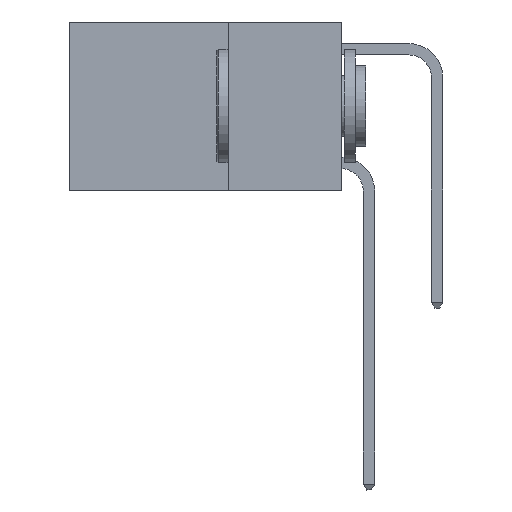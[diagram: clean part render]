
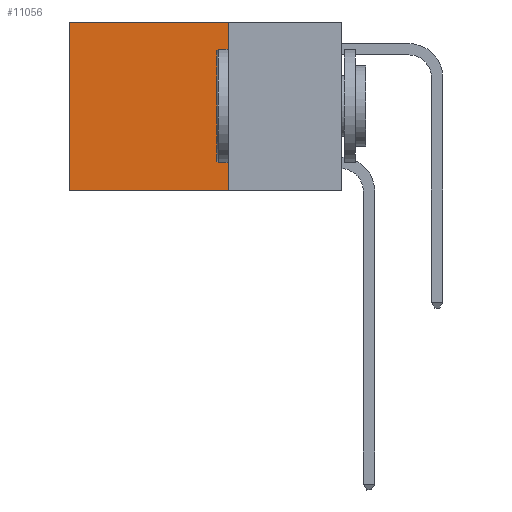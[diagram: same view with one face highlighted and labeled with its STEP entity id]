
A CAD part, left-side view. The second image highlights one B-rep face of the part: STEP entity #11056.
In plain terms, the highlighted planar face has unit normal (-1, 0, 0).
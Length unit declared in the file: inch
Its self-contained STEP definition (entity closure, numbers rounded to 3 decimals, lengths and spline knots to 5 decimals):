
#26 = VECTOR ( 'NONE', #4075, 39.37008 ) ;
#663 = DIRECTION ( 'NONE',  ( 1., 0., 0. ) ) ;
#781 = VECTOR ( 'NONE', #1463, 39.37008 ) ;
#1463 = DIRECTION ( 'NONE',  ( 0., 1., 0. ) ) ;
#1854 = VERTEX_POINT ( 'NONE', #17740 ) ;
#2707 = VERTEX_POINT ( 'NONE', #5165 ) ;
#2823 = CARTESIAN_POINT ( 'NONE',  ( 0.2625, 0.25, 0. ) ) ;
#3218 = ORIENTED_EDGE ( 'NONE', *, *, #16234, .F. ) ;
#3942 = EDGE_CURVE ( 'NONE', #2707, #20041, #16995, .T. ) ;
#4075 = DIRECTION ( 'NONE',  ( 0., 1., 0. ) ) ;
#5165 = CARTESIAN_POINT ( 'NONE',  ( 0.2625, 0.25, 0. ) ) ;
#5571 = DIRECTION ( 'NONE',  ( 0., 0., -1. ) ) ;
#5881 = CARTESIAN_POINT ( 'NONE',  ( 0.2625, 0.6, 0. ) ) ;
#6660 = EDGE_CURVE ( 'NONE', #2707, #1854, #10874, .T. ) ;
#7070 = DIRECTION ( 'NONE',  ( 0., 0., -1. ) ) ;
#9135 = DIRECTION ( 'NONE',  ( 0., 0., -1. ) ) ;
#9965 = ORIENTED_EDGE ( 'NONE', *, *, #3942, .F. ) ;
#9978 = AXIS2_PLACEMENT_3D ( 'NONE', #14835, #663, #7070 ) ;
#10874 = LINE ( 'NONE', #17491, #781 ) ;
#10895 = CARTESIAN_POINT ( 'NONE',  ( 0.2625, 0.25, -0.37 ) ) ;
#11056 = ADVANCED_FACE ( 'NONE', ( #19710 ), #16488, .F. ) ;
#11937 = CARTESIAN_POINT ( 'NONE',  ( 0.2625, 0.25, -0.37 ) ) ;
#12300 = VERTEX_POINT ( 'NONE', #13106 ) ;
#12615 = ORIENTED_EDGE ( 'NONE', *, *, #6660, .T. ) ;
#13106 = CARTESIAN_POINT ( 'NONE',  ( 0.2625, 0.6, -0.37 ) ) ;
#13966 = VECTOR ( 'NONE', #5571, 39.37008 ) ;
#14101 = EDGE_LOOP ( 'NONE', ( #15161, #3218, #9965, #12615 ) ) ;
#14747 = LINE ( 'NONE', #11937, #26 ) ;
#14835 = CARTESIAN_POINT ( 'NONE',  ( 0.2625, 0.25, 0. ) ) ;
#15161 = ORIENTED_EDGE ( 'NONE', *, *, #19543, .T. ) ;
#15703 = VECTOR ( 'NONE', #9135, 39.37008 ) ;
#16234 = EDGE_CURVE ( 'NONE', #20041, #12300, #14747, .T. ) ;
#16488 = PLANE ( 'NONE',  #9978 ) ;
#16995 = LINE ( 'NONE', #2823, #15703 ) ;
#17233 = LINE ( 'NONE', #5881, #13966 ) ;
#17491 = CARTESIAN_POINT ( 'NONE',  ( 0.2625, 0.25, 0. ) ) ;
#17740 = CARTESIAN_POINT ( 'NONE',  ( 0.2625, 0.6, 0. ) ) ;
#19543 = EDGE_CURVE ( 'NONE', #1854, #12300, #17233, .T. ) ;
#19710 = FACE_OUTER_BOUND ( 'NONE', #14101, .T. ) ;
#20041 = VERTEX_POINT ( 'NONE', #10895 ) ;
